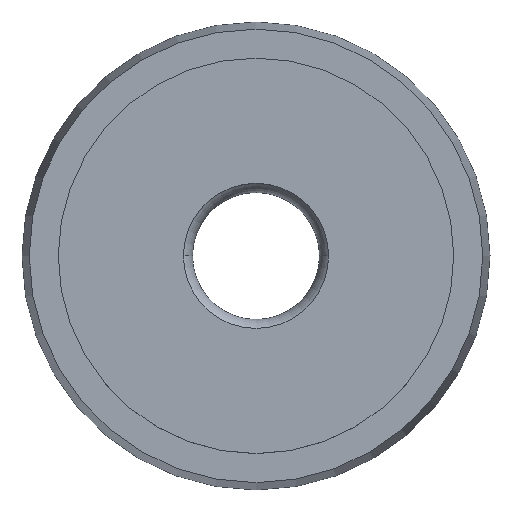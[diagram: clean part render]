
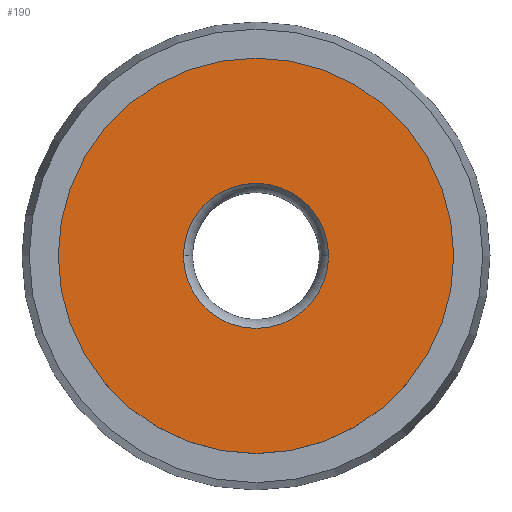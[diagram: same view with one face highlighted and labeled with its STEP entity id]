
A CAD part, top view. The second image highlights one B-rep face of the part: STEP entity #190.
In plain terms, the highlighted planar face has unit normal (0, 0, 1).
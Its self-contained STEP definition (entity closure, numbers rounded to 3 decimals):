
#7 = AXIS2_PLACEMENT_3D ( 'NONE', #231, #621, #126 ) ;
#20 = VERTEX_POINT ( 'NONE', #375 ) ;
#24 = CARTESIAN_POINT ( 'NONE',  ( 2., 0., 0. ) ) ;
#47 = ORIENTED_EDGE ( 'NONE', *, *, #329, .T. ) ;
#54 = CIRCLE ( 'NONE', #7, 5.45 ) ;
#60 = FACE_BOUND ( 'NONE', #630, .T. ) ;
#72 = ORIENTED_EDGE ( 'NONE', *, *, #583, .T. ) ;
#85 = AXIS2_PLACEMENT_3D ( 'NONE', #133, #444, #86 ) ;
#86 = DIRECTION ( 'NONE',  ( 1., 0., 0. ) ) ;
#126 = DIRECTION ( 'NONE',  ( 1., 0., 0. ) ) ;
#132 = DIRECTION ( 'NONE',  ( 0., 0., 1. ) ) ;
#133 = CARTESIAN_POINT ( 'NONE',  ( 0., 0., 0. ) ) ;
#146 = AXIS2_PLACEMENT_3D ( 'NONE', #354, #132, #194 ) ;
#179 = CARTESIAN_POINT ( 'NONE',  ( 0., 0., 0. ) ) ;
#190 = ADVANCED_FACE ( 'NONE', ( #60, #426 ), #337, .F. ) ;
#194 = DIRECTION ( 'NONE',  ( 1., 0., 0. ) ) ;
#231 = CARTESIAN_POINT ( 'NONE',  ( 0., 0., 0. ) ) ;
#234 = DIRECTION ( 'NONE',  ( -1., 0., 0. ) ) ;
#239 = EDGE_CURVE ( 'NONE', #588, #533, #377, .T. ) ;
#262 = ORIENTED_EDGE ( 'NONE', *, *, #265, .F. ) ;
#265 = EDGE_CURVE ( 'NONE', #533, #588, #542, .T. ) ;
#301 = EDGE_LOOP ( 'NONE', ( #47, #72 ) ) ;
#329 = EDGE_CURVE ( 'NONE', #445, #20, #341, .T. ) ;
#337 = PLANE ( 'NONE',  #496 ) ;
#341 = CIRCLE ( 'NONE', #379, 5.45 ) ;
#354 = CARTESIAN_POINT ( 'NONE',  ( 0., 0., 0. ) ) ;
#375 = CARTESIAN_POINT ( 'NONE',  ( -5.45, 0., 0. ) ) ;
#377 = CIRCLE ( 'NONE', #85, 2. ) ;
#379 = AXIS2_PLACEMENT_3D ( 'NONE', #455, #602, #397 ) ;
#397 = DIRECTION ( 'NONE',  ( 1., 0., 0. ) ) ;
#410 = CARTESIAN_POINT ( 'NONE',  ( 5.45, 0., 0. ) ) ;
#426 = FACE_OUTER_BOUND ( 'NONE', #301, .T. ) ;
#444 = DIRECTION ( 'NONE',  ( 0., 0., 1. ) ) ;
#445 = VERTEX_POINT ( 'NONE', #410 ) ;
#455 = CARTESIAN_POINT ( 'NONE',  ( 0., 0., 0. ) ) ;
#496 = AXIS2_PLACEMENT_3D ( 'NONE', #179, #532, #234 ) ;
#532 = DIRECTION ( 'NONE',  ( 0., 0., -1. ) ) ;
#533 = VERTEX_POINT ( 'NONE', #559 ) ;
#537 = ORIENTED_EDGE ( 'NONE', *, *, #239, .F. ) ;
#542 = CIRCLE ( 'NONE', #146, 2. ) ;
#559 = CARTESIAN_POINT ( 'NONE',  ( -2., 0., 0. ) ) ;
#583 = EDGE_CURVE ( 'NONE', #20, #445, #54, .T. ) ;
#588 = VERTEX_POINT ( 'NONE', #24 ) ;
#602 = DIRECTION ( 'NONE',  ( 0., 0., 1. ) ) ;
#621 = DIRECTION ( 'NONE',  ( 0., 0., 1. ) ) ;
#630 = EDGE_LOOP ( 'NONE', ( #537, #262 ) ) ;
